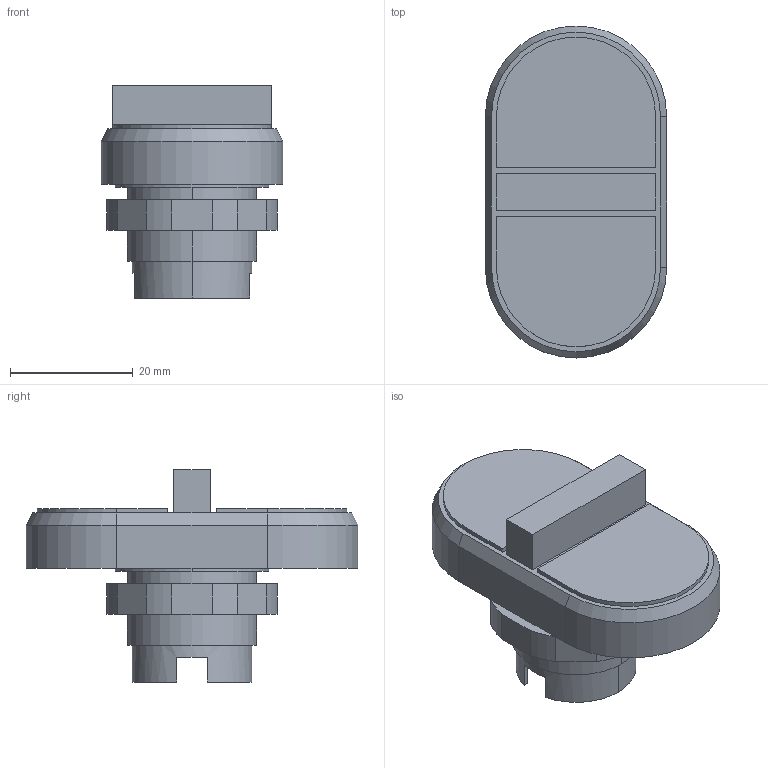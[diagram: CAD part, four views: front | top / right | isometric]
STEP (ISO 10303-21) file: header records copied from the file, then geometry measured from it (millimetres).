
FILE_DESCRIPTION((''),'2;1');
FILE_NAME('3d_LPCB7365.stp','2012-10-03T10:56:26',(''),(''),'Mechanical Desktop 2011','Mechanical Desktop 2011',', , ');
FILE_SCHEMA(('CONFIG_CONTROL_DESIGN'));
Length unit declared in the file: millimetre
Products named in the file (1): Product
Bounding box: 29.5 x 54 x 34.5 mm (x, y, z)
Volume: 20806.1 mm3; surface area: 7917.7 mm2
Topology: 3 solids, 3 shells, 63 faces, 169 edges, 131 vertices
Faces by surface type: plane 39, cylinder 22, cone 2
Entity records: 2055 total; most frequent: CARTESIAN_POINT 356, DIRECTION 348, ORIENTED_EDGE 308, EDGE_CURVE 154, AXIS2_PLACEMENT_3D 116, VECTOR 116, LINE 116, VERTEX_POINT 102
